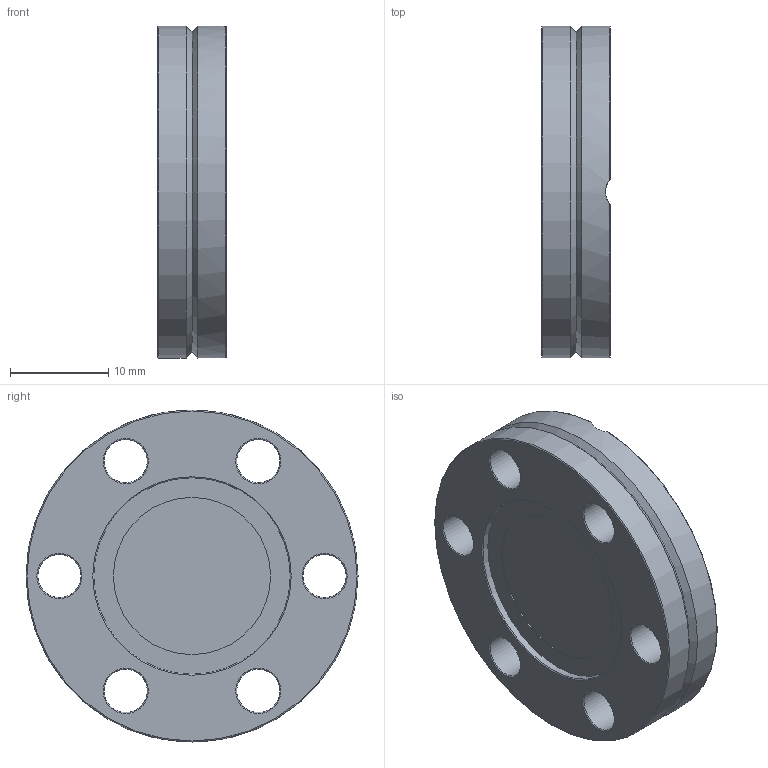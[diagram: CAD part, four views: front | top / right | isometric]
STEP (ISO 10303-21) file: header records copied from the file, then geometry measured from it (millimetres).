
FILE_DESCRIPTION (( 'STEP AP214' ), '1' );
FILE_NAME ('HK1CF16FULLVAC.STEP', '2025-05-21T12:18:21', ( '' ), ( '' ), 'SwSTEP 2.0', 'SolidWorks 2017', '' );
FILE_SCHEMA (( 'AUTOMOTIVE_DESIGN' ));
Length unit declared in the file: millimetre
Products named in the file (1): HK1CF16FULLVAC
Bounding box: 7 x 33.8 x 33.8 mm (x, y, z)
Volume: 4234.8 mm3; surface area: 3722.1 mm2
Topology: 2 solids, 2 shells, 53 faces, 126 edges, 80 vertices
Faces by surface type: cylinder 20, torus 20, plane 9, cone 4
Full cylindrical faces by diameter (mm): 4.4 x6, 16 x3, 20 x2, 21.4 x1, 33.8 x2
Entity records: 1441 total; most frequent: CARTESIAN_POINT 346, DIRECTION 222, ORIENTED_EDGE 162, AXIS2_PLACEMENT_3D 107, EDGE_LOOP 104, FACE_OUTER_BOUND 83, EDGE_CURVE 81, VERTEX_POINT 69
